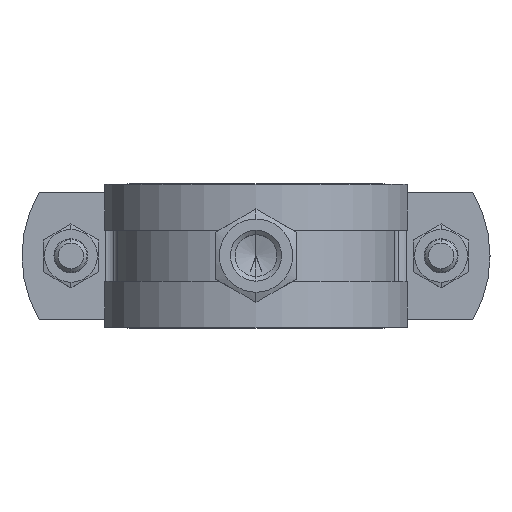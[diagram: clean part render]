
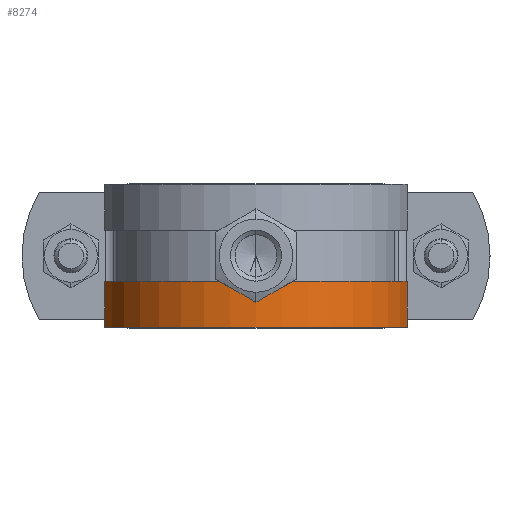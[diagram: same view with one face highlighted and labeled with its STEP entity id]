
A CAD part, top view. The second image highlights one B-rep face of the part: STEP entity #8274.
In plain terms, the highlighted cylindrical face has radius 36.4 mm (diameter 72.8 mm), a partial arc.
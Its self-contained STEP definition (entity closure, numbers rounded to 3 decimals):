
#8216=CARTESIAN_POINT('',(245.546,114.18,16.815));
#8217=VERTEX_POINT('',#8216);
#8224=CARTESIAN_POINT('',(174.418,114.18,16.815));
#8225=VERTEX_POINT('',#8224);
#8226=CARTESIAN_POINT('',(209.982,106.422,16.815));
#8227=DIRECTION('',(0.0,0.0,-1.0));
#8228=DIRECTION('',(1.0,0.0,0.0));
#8229=AXIS2_PLACEMENT_3D('',#8226,#8227,#8228);
#8230=CIRCLE('',#8229,36.4);
#8231=EDGE_CURVE('',#8225,#8217,#8230,.T.);
#8243=CARTESIAN_POINT('',(209.982,106.422,11.415));
#8244=DIRECTION('',(0.0,0.0,-1.0));
#8245=DIRECTION('',(1.0,0.0,0.0));
#8246=AXIS2_PLACEMENT_3D('',#8243,#8244,#8245);
#8247=CYLINDRICAL_SURFACE('',#8246,36.4);
#8248=CARTESIAN_POINT('',(245.546,114.18,6.015));
#8249=VERTEX_POINT('',#8248);
#8250=CARTESIAN_POINT('',(245.546,114.18,16.815));
#8251=DIRECTION('',(0.0,0.0,-1.0));
#8252=VECTOR('',#8251,10.8);
#8253=LINE('',#8250,#8252);
#8254=EDGE_CURVE('',#8217,#8249,#8253,.T.);
#8255=ORIENTED_EDGE('',*,*,#8254,.T.);
#8256=CARTESIAN_POINT('',(174.418,114.18,6.015));
#8257=VERTEX_POINT('',#8256);
#8258=CARTESIAN_POINT('',(209.982,106.422,6.015));
#8259=DIRECTION('',(0.0,0.0,-1.0));
#8260=DIRECTION('',(1.0,0.0,0.0));
#8261=AXIS2_PLACEMENT_3D('',#8258,#8259,#8260);
#8262=CIRCLE('',#8261,36.4);
#8263=EDGE_CURVE('',#8257,#8249,#8262,.T.);
#8264=ORIENTED_EDGE('',*,*,#8263,.F.);
#8265=CARTESIAN_POINT('',(174.418,114.18,6.015));
#8266=DIRECTION('',(0.0,0.0,1.0));
#8267=VECTOR('',#8266,10.8);
#8268=LINE('',#8265,#8267);
#8269=EDGE_CURVE('',#8257,#8225,#8268,.T.);
#8270=ORIENTED_EDGE('',*,*,#8269,.T.);
#8271=ORIENTED_EDGE('',*,*,#8231,.T.);
#8272=EDGE_LOOP('',(#8255,#8264,#8270,#8271));
#8273=FACE_OUTER_BOUND('',#8272,.T.);
#8274=ADVANCED_FACE('',(#8273),#8247,.T.);
